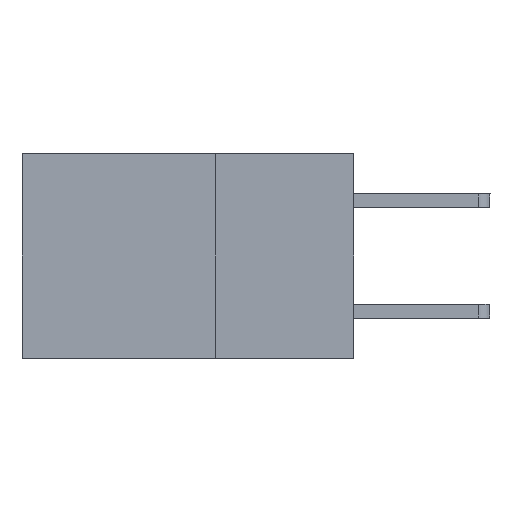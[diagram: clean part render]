
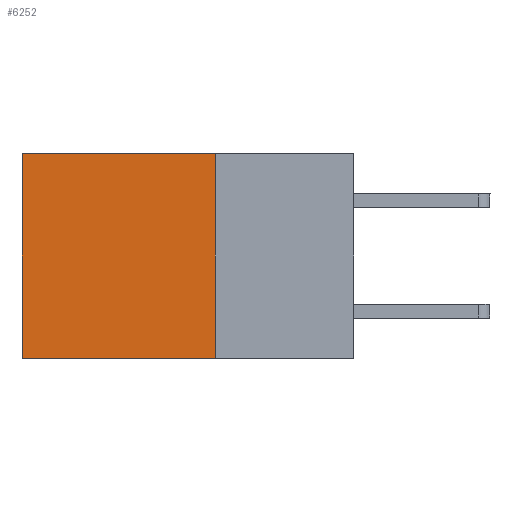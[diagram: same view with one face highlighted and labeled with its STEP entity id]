
A CAD part, left-side view. The second image highlights one B-rep face of the part: STEP entity #6252.
In plain terms, the highlighted planar face has unit normal (-1, 0, 0).
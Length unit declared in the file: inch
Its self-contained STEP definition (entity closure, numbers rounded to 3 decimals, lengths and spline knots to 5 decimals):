
#568 = VERTEX_POINT ( 'NONE', #6246 ) ;
#957 = ORIENTED_EDGE ( 'NONE', *, *, #6877, .T. ) ;
#970 = CARTESIAN_POINT ( 'NONE',  ( 0.2875, 0.6, 0. ) ) ;
#1094 = DIRECTION ( 'NONE',  ( 0., 0., -1. ) ) ;
#1781 = EDGE_CURVE ( 'NONE', #4094, #568, #2166, .T. ) ;
#1943 = CARTESIAN_POINT ( 'NONE',  ( 0.2875, 0.6, 0. ) ) ;
#2166 = LINE ( 'NONE', #5848, #9404 ) ;
#2223 = DIRECTION ( 'NONE',  ( 0., 1., 0. ) ) ;
#2416 = DIRECTION ( 'NONE',  ( 0., 1., 0. ) ) ;
#2643 = PLANE ( 'NONE',  #9883 ) ;
#2687 = ORIENTED_EDGE ( 'NONE', *, *, #1781, .F. ) ;
#3766 = CARTESIAN_POINT ( 'NONE',  ( 0.2875, 0.25, -0.37 ) ) ;
#3941 = LINE ( 'NONE', #4614, #9090 ) ;
#4094 = VERTEX_POINT ( 'NONE', #3766 ) ;
#4225 = ORIENTED_EDGE ( 'NONE', *, *, #5501, .F. ) ;
#4614 = CARTESIAN_POINT ( 'NONE',  ( 0.2875, 0.25, 0. ) ) ;
#4719 = DIRECTION ( 'NONE',  ( 0., 0., -1. ) ) ;
#5501 = EDGE_CURVE ( 'NONE', #8457, #4094, #3941, .T. ) ;
#5848 = CARTESIAN_POINT ( 'NONE',  ( 0.2875, 0.25, -0.37 ) ) ;
#5879 = EDGE_LOOP ( 'NONE', ( #9692, #2687, #4225, #957 ) ) ;
#5921 = LINE ( 'NONE', #6037, #7589 ) ;
#6037 = CARTESIAN_POINT ( 'NONE',  ( 0.2875, 0.25, 0. ) ) ;
#6123 = VERTEX_POINT ( 'NONE', #970 ) ;
#6246 = CARTESIAN_POINT ( 'NONE',  ( 0.2875, 0.6, -0.37 ) ) ;
#6252 = ADVANCED_FACE ( 'NONE', ( #10847 ), #2643, .F. ) ;
#6608 = DIRECTION ( 'NONE',  ( 0., 0., -1. ) ) ;
#6698 = CARTESIAN_POINT ( 'NONE',  ( 0.2875, 0.25, 0. ) ) ;
#6877 = EDGE_CURVE ( 'NONE', #8457, #6123, #5921, .T. ) ;
#7414 = LINE ( 'NONE', #1943, #9132 ) ;
#7589 = VECTOR ( 'NONE', #2416, 39.37008 ) ;
#8457 = VERTEX_POINT ( 'NONE', #6698 ) ;
#8730 = EDGE_CURVE ( 'NONE', #6123, #568, #7414, .T. ) ;
#9090 = VECTOR ( 'NONE', #4719, 39.37008 ) ;
#9132 = VECTOR ( 'NONE', #1094, 39.37008 ) ;
#9404 = VECTOR ( 'NONE', #2223, 39.37008 ) ;
#9692 = ORIENTED_EDGE ( 'NONE', *, *, #8730, .T. ) ;
#9883 = AXIS2_PLACEMENT_3D ( 'NONE', #10915, #10090, #6608 ) ;
#10090 = DIRECTION ( 'NONE',  ( 1., 0., 0. ) ) ;
#10847 = FACE_OUTER_BOUND ( 'NONE', #5879, .T. ) ;
#10915 = CARTESIAN_POINT ( 'NONE',  ( 0.2875, 0.25, 0. ) ) ;
